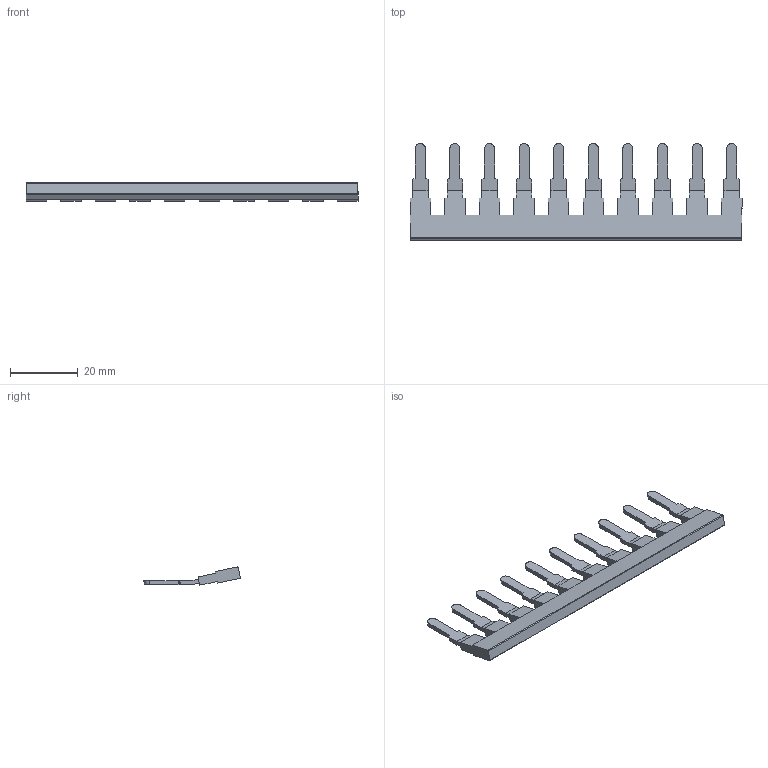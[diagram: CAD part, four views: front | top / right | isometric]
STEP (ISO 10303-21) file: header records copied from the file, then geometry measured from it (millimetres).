
FILE_DESCRIPTION(('Creo Elements/Direct Modeling STEP Export'),'2;1');
FILE_NAME('model.stp','2018-01-07T13:17:15',(''),(''),'Creo Elements/Direct Modeling STEP processor for AP214 (Solid Model)','Creo Elements/Direct Modeling 18.1I 14-Aug-2016 (C) Parametric Technology GmbH','');
FILE_SCHEMA(('AUTOMOTIVE_DESIGN { 1 0 10303 214 1 1 1 1 }'));
Length unit declared in the file: millimetre
Products named in the file (2): EB_10_10-selct
Assembly tree (1 placements, depth 2):
  EB_10_10-selct
    EB_10_10-selct
Bounding box: 98.35 x 28.65 x 5.43 mm (x, y, z)
Volume: 3879.3 mm3; surface area: 4505.7 mm2
Topology: 1 solids, 1 shells, 166 faces, 438 edges, 292 vertices
Faces by surface type: plane 154, cylinder 12
Entity records: 6328 total; most frequent: CARTESIAN_POINT 883, ORIENTED_EDGE 876, DIRECTION 768, EDGE_CURVE 438, VECTOR 414, LINE 414, VERTEX_POINT 292, EDGE_LOOP 184
